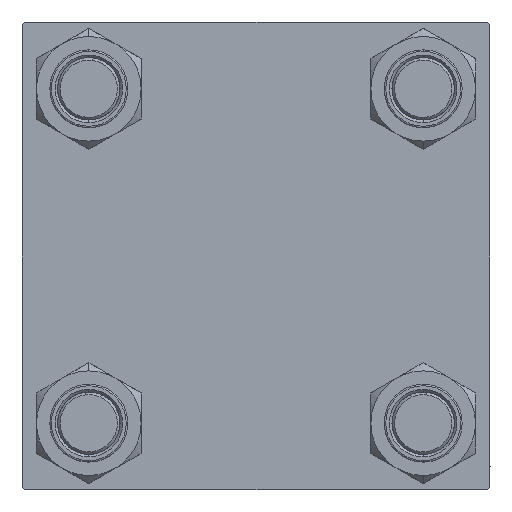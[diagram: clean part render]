
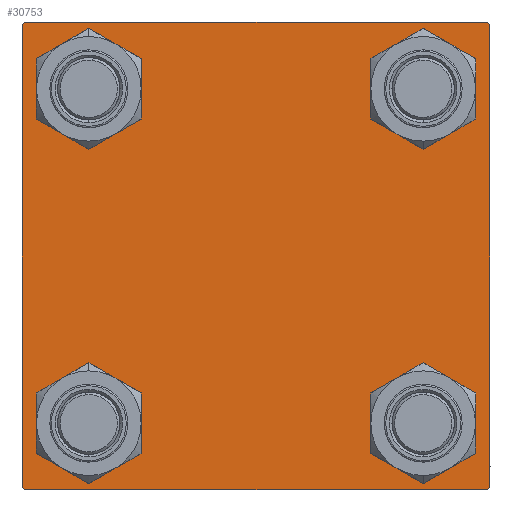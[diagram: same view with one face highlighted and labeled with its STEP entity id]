
A CAD part, left-side view. The second image highlights one B-rep face of the part: STEP entity #30753.
In plain terms, the highlighted planar face has unit normal (-1, 0, 0).
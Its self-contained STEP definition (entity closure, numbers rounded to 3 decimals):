
#146 = ORIENTED_EDGE ( 'NONE', *, *, #22065, .T. ) ;
#596 = CARTESIAN_POINT ( 'NONE',  ( 0., 32.15, -32.15 ) ) ;
#1008 = ORIENTED_EDGE ( 'NONE', *, *, #14045, .T. ) ;
#1575 = FACE_BOUND ( 'NONE', #40231, .T. ) ;
#1589 = DIRECTION ( 'NONE',  ( 0., 0., 1. ) ) ;
#1710 = EDGE_CURVE ( 'NONE', #40742, #13166, #2341, .T. ) ;
#1910 = CARTESIAN_POINT ( 'NONE',  ( 0., 45., -44.5 ) ) ;
#2335 = AXIS2_PLACEMENT_3D ( 'NONE', #32238, #36053, #48274 ) ;
#2341 = LINE ( 'NONE', #25028, #22248 ) ;
#2666 = CARTESIAN_POINT ( 'NONE',  ( 0., -32.15, -25.65 ) ) ;
#2724 = VECTOR ( 'NONE', #25997, 1000. ) ;
#2819 = LINE ( 'NONE', #21432, #2724 ) ;
#2852 = AXIS2_PLACEMENT_3D ( 'NONE', #596, #8492, #1589 ) ;
#3568 = VERTEX_POINT ( 'NONE', #26865 ) ;
#3897 = CARTESIAN_POINT ( 'NONE',  ( 0., -32.15, 32.15 ) ) ;
#4042 = EDGE_CURVE ( 'NONE', #12609, #33933, #4239, .T. ) ;
#4145 = DIRECTION ( 'NONE',  ( 0., 0., 1. ) ) ;
#4239 = LINE ( 'NONE', #12141, #16655 ) ;
#4399 = DIRECTION ( 'NONE',  ( 1., 0., 0. ) ) ;
#4829 = VERTEX_POINT ( 'NONE', #20059 ) ;
#5155 = DIRECTION ( 'NONE',  ( 0., 0., -1. ) ) ;
#5471 = DIRECTION ( 'NONE',  ( 0., 0.707, -0.707 ) ) ;
#5681 = ORIENTED_EDGE ( 'NONE', *, *, #39276, .F. ) ;
#6147 = DIRECTION ( 'NONE',  ( 0., 0.707, 0.707 ) ) ;
#6605 = ORIENTED_EDGE ( 'NONE', *, *, #15520, .T. ) ;
#6772 = CARTESIAN_POINT ( 'NONE',  ( 0., -32.15, 32.15 ) ) ;
#7430 = CARTESIAN_POINT ( 'NONE',  ( 0., 32.15, 32.15 ) ) ;
#7492 = VECTOR ( 'NONE', #5155, 1000. ) ;
#7921 = CARTESIAN_POINT ( 'NONE',  ( 0., -32.15, 38.65 ) ) ;
#8049 = VECTOR ( 'NONE', #30744, 1000. ) ;
#8492 = DIRECTION ( 'NONE',  ( 1., 0., 0. ) ) ;
#9254 = ORIENTED_EDGE ( 'NONE', *, *, #17994, .T. ) ;
#9326 = VERTEX_POINT ( 'NONE', #27524 ) ;
#9329 = ORIENTED_EDGE ( 'NONE', *, *, #4042, .T. ) ;
#9430 = DIRECTION ( 'NONE',  ( 0., -1., 0. ) ) ;
#10208 = EDGE_CURVE ( 'NONE', #33339, #9326, #46782, .T. ) ;
#10476 = VECTOR ( 'NONE', #31166, 1000. ) ;
#10728 = VERTEX_POINT ( 'NONE', #12137 ) ;
#10786 = CARTESIAN_POINT ( 'NONE',  ( 0., -44.5, 45. ) ) ;
#11493 = AXIS2_PLACEMENT_3D ( 'NONE', #13293, #19826, #38683 ) ;
#11914 = DIRECTION ( 'NONE',  ( 1., 0., 0. ) ) ;
#12097 = VECTOR ( 'NONE', #9430, 1000. ) ;
#12137 = CARTESIAN_POINT ( 'NONE',  ( 0., 32.15, 38.65 ) ) ;
#12141 = CARTESIAN_POINT ( 'NONE',  ( 0., -44.75, -44.75 ) ) ;
#12229 = CARTESIAN_POINT ( 'NONE',  ( 0., -44.5, -45. ) ) ;
#12609 = VERTEX_POINT ( 'NONE', #12229 ) ;
#12851 = AXIS2_PLACEMENT_3D ( 'NONE', #35194, #19914, #42325 ) ;
#13003 = LINE ( 'NONE', #40267, #12097 ) ;
#13017 = ORIENTED_EDGE ( 'NONE', *, *, #1710, .T. ) ;
#13166 = VERTEX_POINT ( 'NONE', #10786 ) ;
#13293 = CARTESIAN_POINT ( 'NONE',  ( 0., 0., 0. ) ) ;
#13477 = ORIENTED_EDGE ( 'NONE', *, *, #35502, .T. ) ;
#13760 = AXIS2_PLACEMENT_3D ( 'NONE', #7430, #27301, #38523 ) ;
#13798 = FACE_BOUND ( 'NONE', #44592, .T. ) ;
#13929 = CIRCLE ( 'NONE', #42406, 6.5 ) ;
#14045 = EDGE_CURVE ( 'NONE', #4829, #32698, #36383, .T. ) ;
#14369 = ORIENTED_EDGE ( 'NONE', *, *, #17165, .T. ) ;
#15218 = LINE ( 'NONE', #41699, #8049 ) ;
#15520 = EDGE_CURVE ( 'NONE', #49378, #22476, #40384, .T. ) ;
#15641 = LINE ( 'NONE', #45953, #10476 ) ;
#16070 = AXIS2_PLACEMENT_3D ( 'NONE', #6772, #33305, #45753 ) ;
#16455 = CIRCLE ( 'NONE', #27861, 6.5 ) ;
#16655 = VECTOR ( 'NONE', #27676, 1000. ) ;
#17165 = EDGE_CURVE ( 'NONE', #3568, #12609, #13003, .T. ) ;
#17386 = FACE_BOUND ( 'NONE', #48750, .T. ) ;
#17831 = DIRECTION ( 'NONE',  ( 0., 0., 1. ) ) ;
#17994 = EDGE_CURVE ( 'NONE', #36234, #10728, #40605, .T. ) ;
#18246 = EDGE_CURVE ( 'NONE', #49378, #13166, #15641, .T. ) ;
#18424 = ORIENTED_EDGE ( 'NONE', *, *, #10208, .T. ) ;
#18483 = CARTESIAN_POINT ( 'NONE',  ( 0., 32.15, -38.65 ) ) ;
#19370 = EDGE_CURVE ( 'NONE', #47123, #34159, #46191, .T. ) ;
#19436 = EDGE_LOOP ( 'NONE', ( #32615, #146, #14369, #9329, #5681, #13017, #37047, #6605 ) ) ;
#19826 = DIRECTION ( 'NONE',  ( -1., 0., 0. ) ) ;
#19914 = DIRECTION ( 'NONE',  ( 1., 0., 0. ) ) ;
#20059 = CARTESIAN_POINT ( 'NONE',  ( 0., -32.15, 25.65 ) ) ;
#20922 = ORIENTED_EDGE ( 'NONE', *, *, #19370, .T. ) ;
#21432 = CARTESIAN_POINT ( 'NONE',  ( 0., -45., 45. ) ) ;
#21475 = VERTEX_POINT ( 'NONE', #1910 ) ;
#21826 = CARTESIAN_POINT ( 'NONE',  ( 0., 32.15, 25.65 ) ) ;
#22065 = EDGE_CURVE ( 'NONE', #21475, #3568, #15218, .T. ) ;
#22248 = VECTOR ( 'NONE', #6147, 1000. ) ;
#22476 = VERTEX_POINT ( 'NONE', #29606 ) ;
#22754 = EDGE_CURVE ( 'NONE', #10728, #36234, #25139, .T. ) ;
#25028 = CARTESIAN_POINT ( 'NONE',  ( 0., -44.75, 44.75 ) ) ;
#25068 = ORIENTED_EDGE ( 'NONE', *, *, #29840, .T. ) ;
#25139 = CIRCLE ( 'NONE', #13760, 6.5 ) ;
#25262 = ORIENTED_EDGE ( 'NONE', *, *, #22754, .T. ) ;
#25421 = CIRCLE ( 'NONE', #46542, 6.5 ) ;
#25997 = DIRECTION ( 'NONE',  ( 0., 0., -1. ) ) ;
#26865 = CARTESIAN_POINT ( 'NONE',  ( 0., 44.5, -45. ) ) ;
#27301 = DIRECTION ( 'NONE',  ( 1., 0., 0. ) ) ;
#27524 = CARTESIAN_POINT ( 'NONE',  ( 0., 32.15, -25.65 ) ) ;
#27593 = CARTESIAN_POINT ( 'NONE',  ( 0., 45., 45. ) ) ;
#27676 = DIRECTION ( 'NONE',  ( 0., -0.707, 0.707 ) ) ;
#27861 = AXIS2_PLACEMENT_3D ( 'NONE', #33868, #36675, #17831 ) ;
#29333 = FACE_OUTER_BOUND ( 'NONE', #19436, .T. ) ;
#29606 = CARTESIAN_POINT ( 'NONE',  ( 0., 45., 44.5 ) ) ;
#29840 = EDGE_CURVE ( 'NONE', #9326, #33339, #13929, .T. ) ;
#30744 = DIRECTION ( 'NONE',  ( 0., -0.707, -0.707 ) ) ;
#30753 = ADVANCED_FACE ( 'NONE', ( #13798, #1575, #32659, #17386, #29333 ), #48199, .T. ) ;
#31166 = DIRECTION ( 'NONE',  ( 0., -1., 0. ) ) ;
#31479 = EDGE_CURVE ( 'NONE', #22476, #21475, #39317, .T. ) ;
#31535 = DIRECTION ( 'NONE',  ( 0., 0., 1. ) ) ;
#32004 = CARTESIAN_POINT ( 'NONE',  ( 0., -45., -44.5 ) ) ;
#32238 = CARTESIAN_POINT ( 'NONE',  ( 0., 32.15, 32.15 ) ) ;
#32615 = ORIENTED_EDGE ( 'NONE', *, *, #31479, .T. ) ;
#32659 = FACE_BOUND ( 'NONE', #34688, .T. ) ;
#32698 = VERTEX_POINT ( 'NONE', #7921 ) ;
#33305 = DIRECTION ( 'NONE',  ( 1., 0., 0. ) ) ;
#33339 = VERTEX_POINT ( 'NONE', #18483 ) ;
#33868 = CARTESIAN_POINT ( 'NONE',  ( 0., -32.15, -32.15 ) ) ;
#33906 = ORIENTED_EDGE ( 'NONE', *, *, #36049, .T. ) ;
#33933 = VERTEX_POINT ( 'NONE', #32004 ) ;
#34159 = VERTEX_POINT ( 'NONE', #34267 ) ;
#34267 = CARTESIAN_POINT ( 'NONE',  ( 0., -32.15, -38.65 ) ) ;
#34605 = CARTESIAN_POINT ( 'NONE',  ( 0., 32.15, -32.15 ) ) ;
#34688 = EDGE_LOOP ( 'NONE', ( #25068, #18424 ) ) ;
#35194 = CARTESIAN_POINT ( 'NONE',  ( 0., -32.15, -32.15 ) ) ;
#35502 = EDGE_CURVE ( 'NONE', #32698, #4829, #25421, .T. ) ;
#36049 = EDGE_CURVE ( 'NONE', #34159, #47123, #16455, .T. ) ;
#36053 = DIRECTION ( 'NONE',  ( 1., 0., 0. ) ) ;
#36234 = VERTEX_POINT ( 'NONE', #21826 ) ;
#36383 = CIRCLE ( 'NONE', #16070, 6.5 ) ;
#36675 = DIRECTION ( 'NONE',  ( 1., 0., 0. ) ) ;
#37047 = ORIENTED_EDGE ( 'NONE', *, *, #18246, .F. ) ;
#38523 = DIRECTION ( 'NONE',  ( 0., 0., 1. ) ) ;
#38683 = DIRECTION ( 'NONE',  ( 0., 0., 1. ) ) ;
#39276 = EDGE_CURVE ( 'NONE', #40742, #33933, #2819, .T. ) ;
#39317 = LINE ( 'NONE', #27593, #7492 ) ;
#40231 = EDGE_LOOP ( 'NONE', ( #20922, #33906 ) ) ;
#40267 = CARTESIAN_POINT ( 'NONE',  ( 0., 45., -45. ) ) ;
#40384 = LINE ( 'NONE', #48272, #42933 ) ;
#40605 = CIRCLE ( 'NONE', #2335, 6.5 ) ;
#40742 = VERTEX_POINT ( 'NONE', #48813 ) ;
#41699 = CARTESIAN_POINT ( 'NONE',  ( 0., 44.75, -44.75 ) ) ;
#42325 = DIRECTION ( 'NONE',  ( 0., 0., 1. ) ) ;
#42406 = AXIS2_PLACEMENT_3D ( 'NONE', #34605, #11914, #31535 ) ;
#42933 = VECTOR ( 'NONE', #5471, 1000. ) ;
#43425 = CARTESIAN_POINT ( 'NONE',  ( 0., 44.5, 45. ) ) ;
#44592 = EDGE_LOOP ( 'NONE', ( #13477, #1008 ) ) ;
#45753 = DIRECTION ( 'NONE',  ( 0., 0., 1. ) ) ;
#45953 = CARTESIAN_POINT ( 'NONE',  ( 0., 45., 45. ) ) ;
#46191 = CIRCLE ( 'NONE', #12851, 6.5 ) ;
#46542 = AXIS2_PLACEMENT_3D ( 'NONE', #3897, #4399, #4145 ) ;
#46782 = CIRCLE ( 'NONE', #2852, 6.5 ) ;
#47123 = VERTEX_POINT ( 'NONE', #2666 ) ;
#48199 = PLANE ( 'NONE',  #11493 ) ;
#48272 = CARTESIAN_POINT ( 'NONE',  ( 0., 44.75, 44.75 ) ) ;
#48274 = DIRECTION ( 'NONE',  ( 0., 0., 1. ) ) ;
#48750 = EDGE_LOOP ( 'NONE', ( #25262, #9254 ) ) ;
#48813 = CARTESIAN_POINT ( 'NONE',  ( 0., -45., 44.5 ) ) ;
#49378 = VERTEX_POINT ( 'NONE', #43425 ) ;
